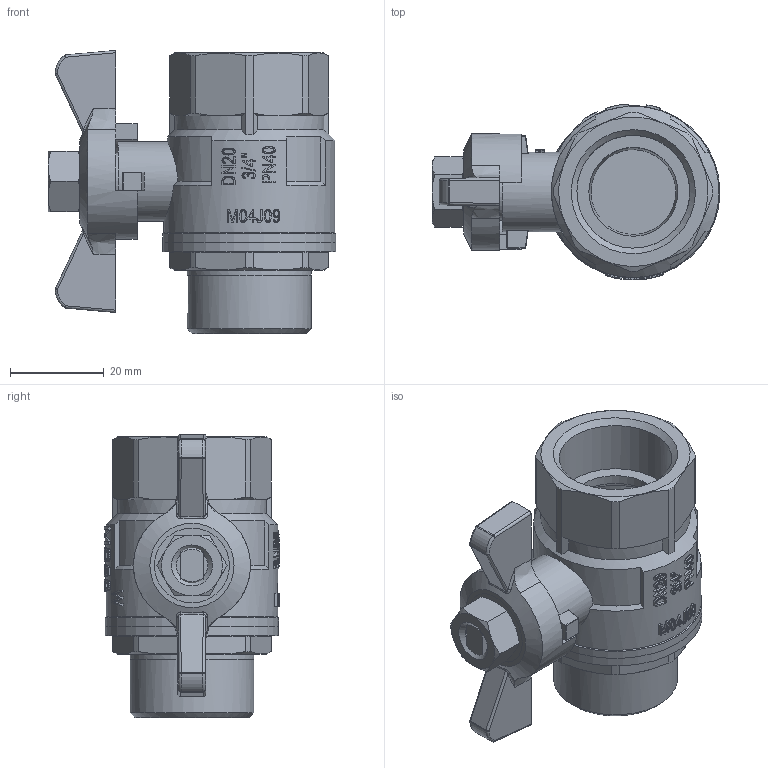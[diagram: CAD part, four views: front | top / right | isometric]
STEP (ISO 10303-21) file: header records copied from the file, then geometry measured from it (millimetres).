
FILE_DESCRIPTION(/* description */ ('Unknown'),/* implementation_level */ '2;1');
FILE_NAME(/* name */ '616-05',/* time_stamp */ '2022-03-18T09:42:51+01:00',/* author */ ('Unknown'),/* organization */ ('Unknown'),/* preprocessor_version */ 'ST-DEVELOPER v16.7',/* originating_system */ 'Solid Edge',/* authorisation */ 'Unknown');
FILE_SCHEMA (('AUTOMOTIVE_DESIGN {1 0 10303 214 3 1 1}'));
Length unit declared in the file: millimetre
Products named in the file (9): 2.143.020; 610-05; 600-04_Spindel; 600-04_Stopfbuchse; 610-05_Einschraubteil; 600-05_Körper; Mutter_M8; Flügelgriff 1_4 - 3_4
Assembly tree (8 placements, depth 4):
  2.143.020
    610-05
      600-04_Spindel
        600-04_Stopfbuchse
        600-04_Spindel
      610-05_Einschraubteil
      600-05_Körper
    Mutter_M8
    Flügelgriff 1_4 - 3_4
Bounding box: 61.5 x 37.58 x 60.5 mm (x, y, z)
Volume: 31978.4 mm3; surface area: 21863.9 mm2
Topology: 6 solids, 14 shells, 1282 faces, 3504 edges, 2309 vertices
Faces by surface type: plane 1061, cylinder 127, cone 65, bspline 18, sphere 10, torus 1
Full cylindrical faces by diameter (mm): 6.6 x1, 6.75 x1, 8.9 x2, 9.1 x1, 9.3 x1, 10.5 x1, 12 x1, 12.5 x1, 14 x2, 16 x1, 17 x1, 18.12 x1, 18.5 x1, 19 x1, 24.117 x1, 26 x2, 26.441 x1, 26.45 x1, 30.5 x1, 32 x1, 32.5 x1, 36.6 x1, 37 x2
Entity records: 52910 total; most frequent: CARTESIAN_POINT 10977, DIRECTION 7757, ORIENTED_EDGE 6870, EDGE_CURVE 3435, AXIS2_PLACEMENT_3D 3207, VERTEX_POINT 2293, ELLIPSE 1536, EDGE_LOOP 1406
